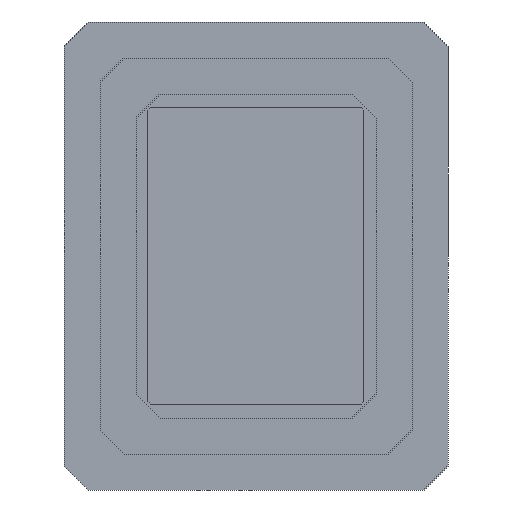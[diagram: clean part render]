
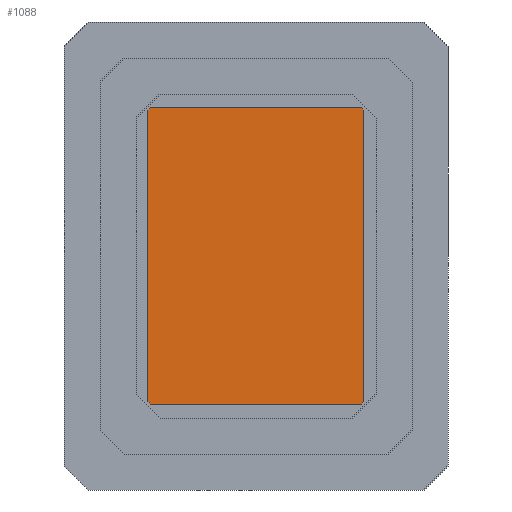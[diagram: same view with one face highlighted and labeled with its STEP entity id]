
A CAD part, left-side view. The second image highlights one B-rep face of the part: STEP entity #1088.
In plain terms, the highlighted planar face has unit normal (-1, 0, 0).
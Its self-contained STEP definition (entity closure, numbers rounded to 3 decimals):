
#82=PLANE('',#1180);
#144=FACE_OUTER_BOUND('',#206,.T.);
#206=EDGE_LOOP('',(#819,#820,#821,#822,#823,#824,#825,#826));
#271=LINE('',#1571,#399);
#275=LINE('',#1579,#403);
#276=LINE('',#1581,#404);
#277=LINE('',#1583,#405);
#278=LINE('',#1585,#406);
#279=LINE('',#1587,#407);
#280=LINE('',#1589,#408);
#281=LINE('',#1590,#409);
#399=VECTOR('',#1301,10.);
#403=VECTOR('',#1307,10.);
#404=VECTOR('',#1308,10.);
#405=VECTOR('',#1309,10.);
#406=VECTOR('',#1310,10.);
#407=VECTOR('',#1311,10.);
#408=VECTOR('',#1312,10.);
#409=VECTOR('',#1313,10.);
#551=VERTEX_POINT('',#1569);
#552=VERTEX_POINT('',#1570);
#555=VERTEX_POINT('',#1578);
#556=VERTEX_POINT('',#1580);
#557=VERTEX_POINT('',#1582);
#558=VERTEX_POINT('',#1584);
#559=VERTEX_POINT('',#1586);
#560=VERTEX_POINT('',#1588);
#655=EDGE_CURVE('',#551,#552,#271,.T.);
#659=EDGE_CURVE('',#555,#551,#275,.T.);
#660=EDGE_CURVE('',#556,#555,#276,.T.);
#661=EDGE_CURVE('',#556,#557,#277,.T.);
#662=EDGE_CURVE('',#558,#557,#278,.T.);
#663=EDGE_CURVE('',#558,#559,#279,.T.);
#664=EDGE_CURVE('',#560,#559,#280,.T.);
#665=EDGE_CURVE('',#552,#560,#281,.T.);
#819=ORIENTED_EDGE('',*,*,#655,.F.);
#820=ORIENTED_EDGE('',*,*,#659,.F.);
#821=ORIENTED_EDGE('',*,*,#660,.F.);
#822=ORIENTED_EDGE('',*,*,#661,.T.);
#823=ORIENTED_EDGE('',*,*,#662,.F.);
#824=ORIENTED_EDGE('',*,*,#663,.T.);
#825=ORIENTED_EDGE('',*,*,#664,.F.);
#826=ORIENTED_EDGE('',*,*,#665,.F.);
#1088=ADVANCED_FACE('',(#144),#82,.T.);
#1180=AXIS2_PLACEMENT_3D('',#1577,#1305,#1306);
#1301=DIRECTION('',(0.,-0.707,0.707));
#1305=DIRECTION('center_axis',(-1.,0.,0.));
#1306=DIRECTION('ref_axis',(0.,-1.,0.));
#1307=DIRECTION('',(0.,0.,1.));
#1308=DIRECTION('',(0.,0.707,0.707));
#1309=DIRECTION('',(0.,-1.,0.));
#1310=DIRECTION('',(0.,0.707,-0.707));
#1311=DIRECTION('',(0.,0.,1.));
#1312=DIRECTION('',(0.,-0.707,-0.707));
#1313=DIRECTION('',(0.,-1.,0.));
#1569=CARTESIAN_POINT('',(0.,900.,1225.));
#1570=CARTESIAN_POINT('',(0.,890.,1235.));
#1571=CARTESIAN_POINT('',(0.,1203.75,921.25));
#1577=CARTESIAN_POINT('Origin',(0.,900.,0.));
#1578=CARTESIAN_POINT('',(0.,900.,10.));
#1579=CARTESIAN_POINT('',(0.,900.,0.));
#1580=CARTESIAN_POINT('',(0.,890.,0.));
#1581=CARTESIAN_POINT('',(0.,895.,5.));
#1582=CARTESIAN_POINT('',(0.,10.,0.));
#1583=CARTESIAN_POINT('',(0.,900.,0.));
#1584=CARTESIAN_POINT('',(0.,0.,10.));
#1585=CARTESIAN_POINT('',(0.,230.,-220.));
#1586=CARTESIAN_POINT('',(0.,0.,1225.));
#1587=CARTESIAN_POINT('',(0.,0.,0.));
#1588=CARTESIAN_POINT('',(0.,10.,1235.));
#1589=CARTESIAN_POINT('',(0.,-78.75,1146.25));
#1590=CARTESIAN_POINT('',(0.,900.,1235.));
